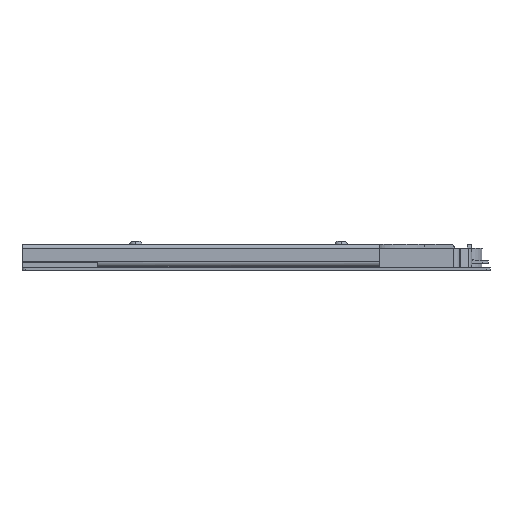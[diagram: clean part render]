
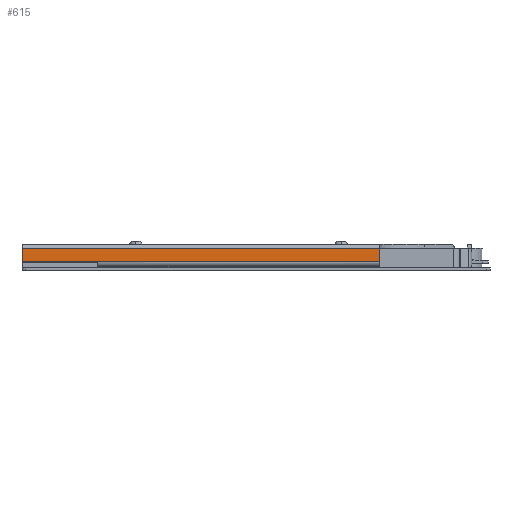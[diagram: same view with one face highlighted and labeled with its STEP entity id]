
A CAD part, left-side view. The second image highlights one B-rep face of the part: STEP entity #615.
In plain terms, the highlighted planar face has unit normal (-1, 0, 0).
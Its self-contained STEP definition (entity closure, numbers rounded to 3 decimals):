
#593 = ORIENTED_EDGE ( 'NONE', *, *, #1942, .T. ) ;
#594 = VERTEX_POINT ( 'NONE', #3228 ) ;
#595 = EDGE_CURVE ( 'NONE', #594, #597, #3227, .T. ) ;
#596 = ORIENTED_EDGE ( 'NONE', *, *, #595, .F. ) ;
#597 = VERTEX_POINT ( 'NONE', #3223 ) ;
#604 = VERTEX_POINT ( 'NONE', #3273 ) ;
#605 = VERTEX_POINT ( 'NONE', #3272 ) ;
#608 = EDGE_CURVE ( 'NONE', #604, #605, #3271, .T. ) ;
#614 = EDGE_LOOP ( 'NONE', ( #596, #593, #1877, #764 ) ) ;
#615 = ADVANCED_FACE ( 'NONE', ( #3257 ), #3256, .F. ) ;
#764 = ORIENTED_EDGE ( 'NONE', *, *, #765, .T. ) ;
#765 = EDGE_CURVE ( 'NONE', #605, #597, #3553, .T. ) ;
#1877 = ORIENTED_EDGE ( 'NONE', *, *, #608, .T. ) ;
#1942 = EDGE_CURVE ( 'NONE', #594, #604, #5427, .T. ) ;
#3223 = CARTESIAN_POINT ( 'NONE',  ( -129., -215., -9.089 ) ) ;
#3224 = DIRECTION ( 'NONE',  ( 0., 0., -1. ) ) ;
#3225 = VECTOR ( 'NONE', #3224, 1000. ) ;
#3226 = CARTESIAN_POINT ( 'NONE',  ( -129., -215., 2.5 ) ) ;
#3227 = LINE ( 'NONE', #3226, #3225 ) ;
#3228 = CARTESIAN_POINT ( 'NONE',  ( -129., -215., -0.5 ) ) ;
#3252 = DIRECTION ( 'NONE',  ( 0., 0., -1. ) ) ;
#3253 = DIRECTION ( 'NONE',  ( 1., 0., 0. ) ) ;
#3254 = CARTESIAN_POINT ( 'NONE',  ( -129., -215., 2.5 ) ) ;
#3255 = AXIS2_PLACEMENT_3D ( 'NONE', #3254, #3253, #3252 ) ;
#3256 = PLANE ( 'NONE',  #3255 ) ;
#3257 = FACE_OUTER_BOUND ( 'NONE', #614, .T. ) ;
#3268 = DIRECTION ( 'NONE',  ( 0., 0., -1. ) ) ;
#3269 = VECTOR ( 'NONE', #3268, 1000. ) ;
#3270 = CARTESIAN_POINT ( 'NONE',  ( -129., 20., 2.5 ) ) ;
#3271 = LINE ( 'NONE', #3270, #3269 ) ;
#3272 = CARTESIAN_POINT ( 'NONE',  ( -129., 20., -9.089 ) ) ;
#3273 = CARTESIAN_POINT ( 'NONE',  ( -129., 20., -0.5 ) ) ;
#3545 = DIRECTION ( 'NONE',  ( 0., -1., 0. ) ) ;
#3546 = VECTOR ( 'NONE', #3545, 1000. ) ;
#3547 = CARTESIAN_POINT ( 'NONE',  ( -129., -215., -9.089 ) ) ;
#3553 = LINE ( 'NONE', #3547, #3546 ) ;
#5424 = DIRECTION ( 'NONE',  ( 0., 1., 0. ) ) ;
#5425 = VECTOR ( 'NONE', #5424, 1000. ) ;
#5426 = CARTESIAN_POINT ( 'NONE',  ( -129., 20., -0.5 ) ) ;
#5427 = LINE ( 'NONE', #5426, #5425 ) ;
